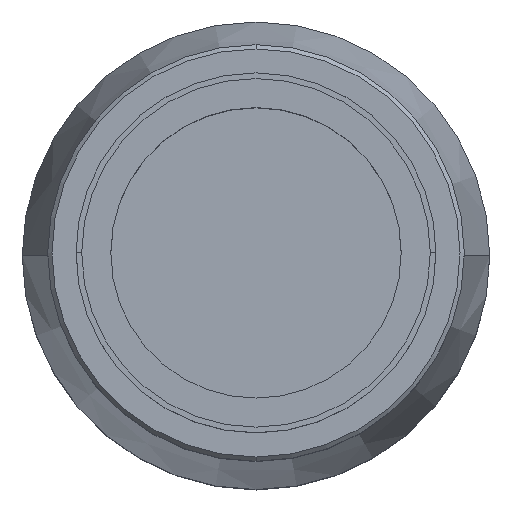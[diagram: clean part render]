
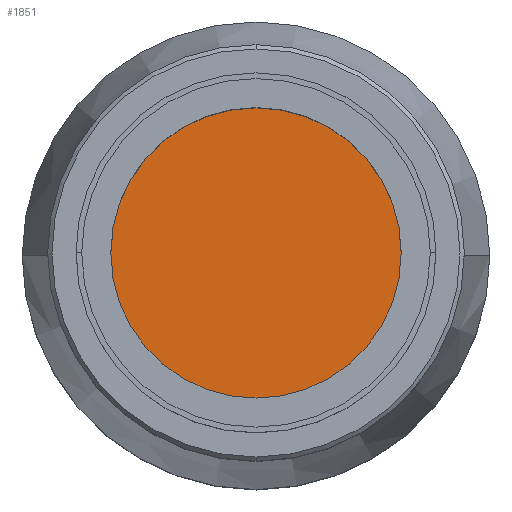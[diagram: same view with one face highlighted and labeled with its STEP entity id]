
A CAD part, top view. The second image highlights one B-rep face of the part: STEP entity #1851.
In plain terms, the highlighted planar face has unit normal (0, 0, 1).
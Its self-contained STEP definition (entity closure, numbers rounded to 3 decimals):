
#62 = PLANE ( 'NONE',  #2973 ) ;
#99 = EDGE_CURVE ( 'NONE', #8668, #4844, #9788, .T. ) ;
#553 = AXIS2_PLACEMENT_3D ( 'NONE', #7078, #2565, #3478 ) ;
#1851 = ADVANCED_FACE ( 'NONE', ( #4739 ), #62, .T. ) ;
#2565 = DIRECTION ( 'NONE',  ( 0., 0., -1. ) ) ;
#2973 = AXIS2_PLACEMENT_3D ( 'NONE', #6403, #9137, #10131 ) ;
#3478 = DIRECTION ( 'NONE',  ( 1., 0., 0. ) ) ;
#3854 = CARTESIAN_POINT ( 'NONE',  ( 0., 0., 135.4 ) ) ;
#4421 = ORIENTED_EDGE ( 'NONE', *, *, #99, .F. ) ;
#4739 = FACE_OUTER_BOUND ( 'NONE', #10821, .T. ) ;
#4844 = VERTEX_POINT ( 'NONE', #9417 ) ;
#6403 = CARTESIAN_POINT ( 'NONE',  ( -10.373, -10.373, 135.4 ) ) ;
#7069 = AXIS2_PLACEMENT_3D ( 'NONE', #3854, #8264, #7372 ) ;
#7078 = CARTESIAN_POINT ( 'NONE',  ( 0., 0., 135.4 ) ) ;
#7324 = EDGE_CURVE ( 'NONE', #4844, #8668, #10919, .T. ) ;
#7372 = DIRECTION ( 'NONE',  ( 1., 0., 0. ) ) ;
#8264 = DIRECTION ( 'NONE',  ( 0., 0., -1. ) ) ;
#8410 = CARTESIAN_POINT ( 'NONE',  ( 10.25, 0., 135.4 ) ) ;
#8668 = VERTEX_POINT ( 'NONE', #8410 ) ;
#9137 = DIRECTION ( 'NONE',  ( 0., 0., 1. ) ) ;
#9401 = ORIENTED_EDGE ( 'NONE', *, *, #7324, .F. ) ;
#9417 = CARTESIAN_POINT ( 'NONE',  ( -10.25, 0., 135.4 ) ) ;
#9788 = CIRCLE ( 'NONE', #7069, 10.25 ) ;
#10131 = DIRECTION ( 'NONE',  ( 1., 0., 0. ) ) ;
#10821 = EDGE_LOOP ( 'NONE', ( #4421, #9401 ) ) ;
#10919 = CIRCLE ( 'NONE', #553, 10.25 ) ;
